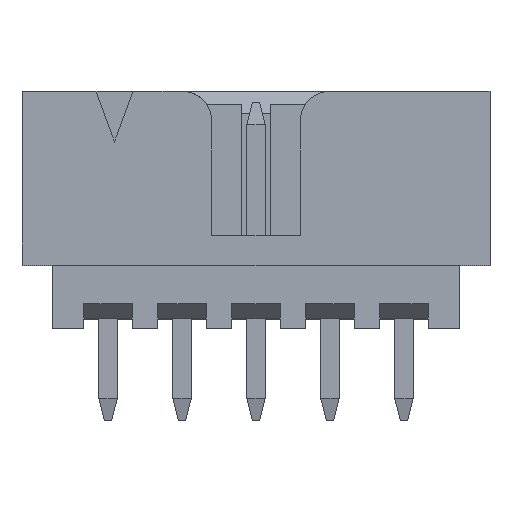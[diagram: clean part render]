
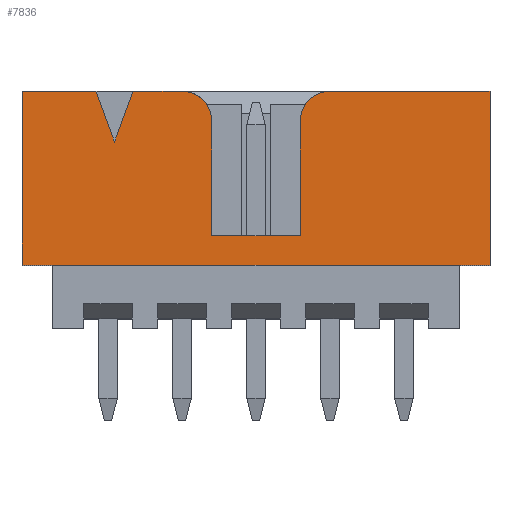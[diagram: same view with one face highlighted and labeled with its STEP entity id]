
A CAD part, top view. The second image highlights one B-rep face of the part: STEP entity #7836.
In plain terms, the highlighted planar face has unit normal (0, 0, 1).
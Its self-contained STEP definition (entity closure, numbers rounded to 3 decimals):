
#2529=DIRECTION('',(0.342,-0.94,0.));
#2530=VECTOR('',#2529,1.462);
#2531=CARTESIAN_POINT('',(-4.325,3.2,3.15));
#2532=LINE('',#2531,#2530);
#2533=DIRECTION('',(0.342,0.94,0.));
#2534=VECTOR('',#2533,1.462);
#2535=CARTESIAN_POINT('',(-3.825,1.826,3.15));
#2536=LINE('',#2535,#2534);
#2537=DIRECTION('',(-1.,0.,0.));
#2538=VECTOR('',#2537,1.325);
#2539=CARTESIAN_POINT('',(-2.,3.2,3.15));
#2540=LINE('',#2539,#2538);
#2541=CARTESIAN_POINT('',(-2.,2.4,3.15));
#2542=DIRECTION('',(0.,0.,1.));
#2543=DIRECTION('',(1.,0.,0.));
#2544=AXIS2_PLACEMENT_3D('',#2541,#2542,#2543);
#2546=DIRECTION('',(0.,-1.,0.));
#2547=VECTOR('',#2546,3.1);
#2548=CARTESIAN_POINT('',(-1.2,2.4,3.15));
#2549=LINE('',#2548,#2547);
#2550=DIRECTION('',(1.,0.,0.));
#2551=VECTOR('',#2550,2.4);
#2552=CARTESIAN_POINT('',(-1.2,-0.7,3.15));
#2553=LINE('',#2552,#2551);
#2554=DIRECTION('',(0.,1.,0.));
#2555=VECTOR('',#2554,3.1);
#2556=CARTESIAN_POINT('',(1.2,-0.7,3.15));
#2557=LINE('',#2556,#2555);
#2558=CARTESIAN_POINT('',(2.,2.4,3.15));
#2559=DIRECTION('',(0.,0.,1.));
#2560=DIRECTION('',(0.,1.,0.));
#2561=AXIS2_PLACEMENT_3D('',#2558,#2559,#2560);
#2563=DIRECTION('',(-1.,0.,0.));
#2564=VECTOR('',#2563,4.325);
#2565=CARTESIAN_POINT('',(6.325,3.2,3.15));
#2566=LINE('',#2565,#2564);
#2567=DIRECTION('',(0.,1.,0.));
#2568=VECTOR('',#2567,4.7);
#2569=CARTESIAN_POINT('',(6.325,-1.5,3.15));
#2570=LINE('',#2569,#2568);
#2571=DIRECTION('',(1.,0.,0.));
#2572=VECTOR('',#2571,12.65);
#2573=CARTESIAN_POINT('',(-6.325,-1.5,3.15));
#2574=LINE('',#2573,#2572);
#2575=DIRECTION('',(0.,-1.,0.));
#2576=VECTOR('',#2575,4.7);
#2577=CARTESIAN_POINT('',(-6.325,3.2,3.15));
#2578=LINE('',#2577,#2576);
#2579=DIRECTION('',(-1.,0.,0.));
#2580=VECTOR('',#2579,2.);
#2581=CARTESIAN_POINT('',(-4.325,3.2,3.15));
#2582=LINE('',#2581,#2580);
#3019=CARTESIAN_POINT('',(-6.325,3.2,3.15));
#3020=CARTESIAN_POINT('',(-6.325,-1.5,3.15));
#3021=VERTEX_POINT('',#3019);
#3022=VERTEX_POINT('',#3020);
#3023=CARTESIAN_POINT('',(6.325,-1.5,3.15));
#3024=CARTESIAN_POINT('',(6.325,3.2,3.15));
#3025=VERTEX_POINT('',#3023);
#3026=VERTEX_POINT('',#3024);
#3135=CARTESIAN_POINT('',(-4.325,3.2,3.15));
#3136=CARTESIAN_POINT('',(-3.825,1.826,3.15));
#3137=VERTEX_POINT('',#3135);
#3138=VERTEX_POINT('',#3136);
#3139=CARTESIAN_POINT('',(-3.325,3.2,3.15));
#3140=VERTEX_POINT('',#3139);
#3843=CARTESIAN_POINT('',(-1.2,2.4,3.15));
#3844=CARTESIAN_POINT('',(-1.2,-0.7,3.15));
#3845=VERTEX_POINT('',#3843);
#3846=VERTEX_POINT('',#3844);
#3847=CARTESIAN_POINT('',(1.2,-0.7,3.15));
#3848=VERTEX_POINT('',#3847);
#3849=CARTESIAN_POINT('',(1.2,2.4,3.15));
#3850=VERTEX_POINT('',#3849);
#3851=CARTESIAN_POINT('',(2.,3.2,3.15));
#3852=VERTEX_POINT('',#3851);
#3853=CARTESIAN_POINT('',(-2.,3.2,3.15));
#3854=VERTEX_POINT('',#3853);
#7810=CARTESIAN_POINT('',(0.,0.,3.15));
#7811=DIRECTION('',(0.,0.,1.));
#7812=DIRECTION('',(1.,0.,0.));
#7813=AXIS2_PLACEMENT_3D('',#7810,#7811,#7812);
#7814=PLANE('',#7813);
#7816=ORIENTED_EDGE('',*,*,#7815,.T.);
#7818=ORIENTED_EDGE('',*,*,#7817,.T.);
#7819=ORIENTED_EDGE('',*,*,#4046,.F.);
#7821=ORIENTED_EDGE('',*,*,#7820,.F.);
#7823=ORIENTED_EDGE('',*,*,#7822,.T.);
#7824=ORIENTED_EDGE('',*,*,#4117,.T.);
#7826=ORIENTED_EDGE('',*,*,#7825,.T.);
#7828=ORIENTED_EDGE('',*,*,#7827,.F.);
#7829=ORIENTED_EDGE('',*,*,#4013,.F.);
#7830=ORIENTED_EDGE('',*,*,#4066,.F.);
#7831=ORIENTED_EDGE('',*,*,#7785,.F.);
#7832=ORIENTED_EDGE('',*,*,#3962,.F.);
#7833=ORIENTED_EDGE('',*,*,#4035,.F.);
#7834=EDGE_LOOP('',(#7816,#7818,#7819,#7821,#7823,#7824,#7826,#7828,#7829,#7830,
#7831,#7832,#7833));
#7835=FACE_OUTER_BOUND('',#7834,.F.);
#7836=ADVANCED_FACE('',(#7835),#7814,.T.);
#2545=CIRCLE('',#2544,0.8);
#2562=CIRCLE('',#2561,0.8);
#3962=EDGE_CURVE('',#3021,#3022,#2578,.T.);
#4013=EDGE_CURVE('',#3026,#3852,#2566,.T.);
#4035=EDGE_CURVE('',#3137,#3021,#2582,.T.);
#4046=EDGE_CURVE('',#3854,#3140,#2540,.T.);
#4066=EDGE_CURVE('',#3025,#3026,#2570,.T.);
#4117=EDGE_CURVE('',#3846,#3848,#2553,.T.);
#7785=EDGE_CURVE('',#3022,#3025,#2574,.T.);
#7815=EDGE_CURVE('',#3137,#3138,#2532,.T.);
#7817=EDGE_CURVE('',#3138,#3140,#2536,.T.);
#7820=EDGE_CURVE('',#3845,#3854,#2545,.T.);
#7822=EDGE_CURVE('',#3845,#3846,#2549,.T.);
#7825=EDGE_CURVE('',#3848,#3850,#2557,.T.);
#7827=EDGE_CURVE('',#3852,#3850,#2562,.T.);
